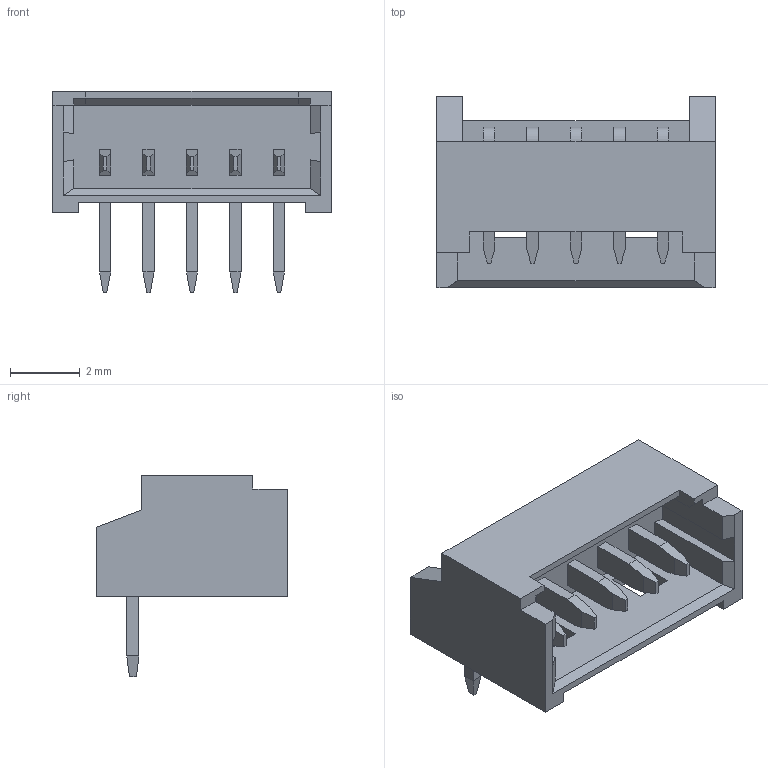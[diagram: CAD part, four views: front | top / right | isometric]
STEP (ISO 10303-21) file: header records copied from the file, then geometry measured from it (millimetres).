
FILE_DESCRIPTION(/* description */ (''),/* implementation_level */ '2;1');
FILE_NAME(/* name */ '530480510wbm000_01_214.stp',/* time_stamp */ '2021-10-22T20:46:06+05:00',/* author */ (''),/* organization */ (''),/* preprocessor_version */ 'ST-DEVELOPER v16.7',/* originating_system */ 'SIEMENS PLM Software NX 1919',/* authorisation */ '');
FILE_SCHEMA (('AUTOMOTIVE_DESIGN { 1 0 10303 214 3 1 1 1 }'));
Length unit declared in the file: millimetre
Products named in the file (1): 530480510wbm000_01
Bounding box: 8 x 5.5 x 5.8 mm (x, y, z)
Volume: 65.8 mm3; surface area: 244.4 mm2
Topology: 1 solids, 1 shells, 157 faces, 409 edges, 264 vertices
Faces by surface type: plane 152, cylinder 5
Entity records: 4717 total; most frequent: CARTESIAN_POINT 831, ORIENTED_EDGE 818, DIRECTION 735, EDGE_CURVE 409, LINE 399, VECTOR 399, VERTEX_POINT 264, EDGE_LOOP 171
